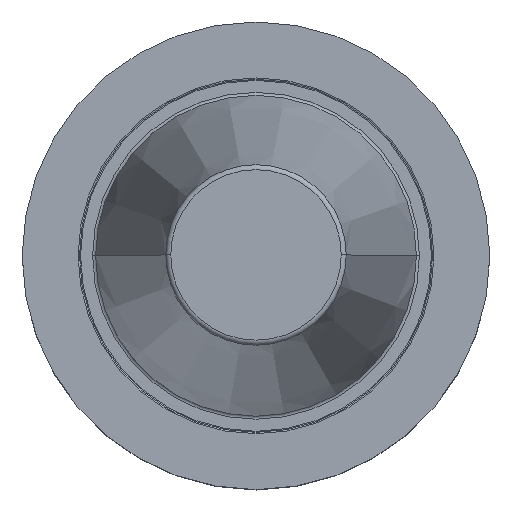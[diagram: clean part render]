
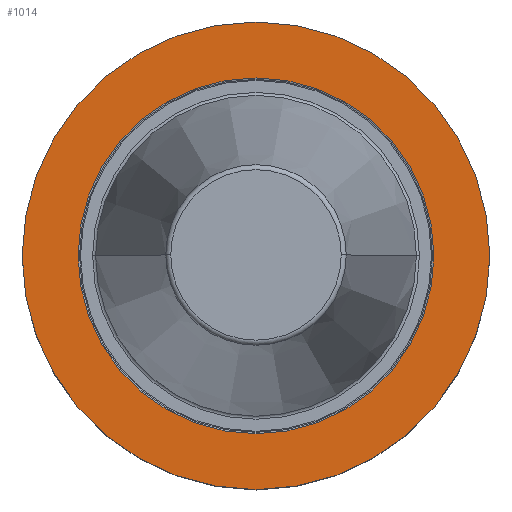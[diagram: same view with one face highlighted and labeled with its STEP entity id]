
A CAD part, top view. The second image highlights one B-rep face of the part: STEP entity #1014.
In plain terms, the highlighted planar face has unit normal (0, 0, 1).
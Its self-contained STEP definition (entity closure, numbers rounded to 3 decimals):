
#115=CARTESIAN_POINT('',(0.,0.,0.));
#116=DIRECTION('',(0.,0.,-1.));
#117=DIRECTION('',(1.,0.,0.));
#118=AXIS2_PLACEMENT_3D('',#115,#116,#117);
#123=CARTESIAN_POINT('',(0.,0.,0.));
#124=DIRECTION('',(0.,0.,1.));
#125=DIRECTION('',(1.,0.,0.));
#126=AXIS2_PLACEMENT_3D('',#123,#124,#125);
#131=CARTESIAN_POINT('',(0.,0.,0.));
#132=DIRECTION('',(0.,0.,1.));
#133=DIRECTION('',(1.,0.,0.));
#134=AXIS2_PLACEMENT_3D('',#131,#132,#133);
#139=CARTESIAN_POINT('',(0.,0.,0.));
#140=DIRECTION('',(0.,0.,1.));
#141=DIRECTION('',(-1.,0.,0.));
#142=AXIS2_PLACEMENT_3D('',#139,#140,#141);
#839=CARTESIAN_POINT('',(23.,0.,0.));
#840=CARTESIAN_POINT('',(-23.,0.,0.));
#841=VERTEX_POINT('',#839);
#842=VERTEX_POINT('',#840);
#903=CARTESIAN_POINT('',(17.5,0.,0.));
#904=CARTESIAN_POINT('',(-17.5,0.,0.));
#905=VERTEX_POINT('',#903);
#906=VERTEX_POINT('',#904);
#999=CARTESIAN_POINT('',(0.,0.,0.));
#1000=DIRECTION('',(0.,0.,-1.));
#1001=DIRECTION('',(-1.,0.,0.));
#1002=AXIS2_PLACEMENT_3D('',#999,#1000,#1001);
#1003=PLANE('',#1002);
#1004=ORIENTED_EDGE('',*,*,#920,.T.);
#1005=ORIENTED_EDGE('',*,*,#979,.F.);
#1006=EDGE_LOOP('',(#1004,#1005));
#1007=FACE_OUTER_BOUND('',#1006,.F.);
#1009=ORIENTED_EDGE('',*,*,#1008,.T.);
#1011=ORIENTED_EDGE('',*,*,#1010,.T.);
#1012=EDGE_LOOP('',(#1009,#1011));
#1013=FACE_BOUND('',#1012,.F.);
#119=CIRCLE('',#118,23.);
#127=CIRCLE('',#126,23.);
#135=CIRCLE('',#134,17.5);
#143=CIRCLE('',#142,17.5);
#920=EDGE_CURVE('',#841,#842,#119,.T.);
#979=EDGE_CURVE('',#841,#842,#127,.T.);
#1008=EDGE_CURVE('',#905,#906,#135,.T.);
#1010=EDGE_CURVE('',#906,#905,#143,.T.);
#1014=ADVANCED_FACE('',(#1007,#1013),#1003,.F.);
